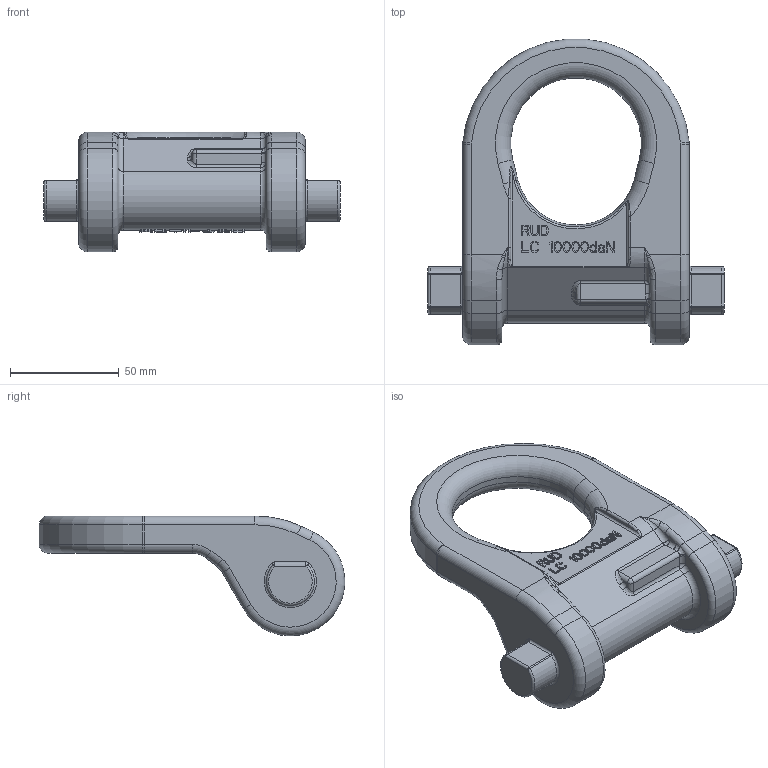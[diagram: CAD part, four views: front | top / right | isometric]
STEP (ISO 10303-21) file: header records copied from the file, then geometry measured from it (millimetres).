
FILE_DESCRIPTION((''),'2;1');
FILE_NAME('001-M35654-P-3','2019-04-04T',('Andreas.Wendler'),(''),'PRO/ENGINEER BY PARAMETRIC TECHNOLOGY CORPORATION, 2011490','PRO/ENGINEER BY PARAMETRIC TECHNOLOGY CORPORATION, 2011490','');
FILE_SCHEMA(('CONFIG_CONTROL_DESIGN'));
Length unit declared in the file: millimetre
Products named in the file (1): 001-M35654-P-3
Bounding box: 136 x 140.26 x 54.99 mm (x, y, z)
Volume: 264855.6 mm3; surface area: 37086.5 mm2
Topology: 1 solids, 1 shells, 772 faces, 2100 edges, 1362 vertices
Faces by surface type: plane 620, cylinder 74, torus 40, bspline 33, sphere 5
Entity records: 25748 total; most frequent: CARTESIAN_POINT 6679, ORIENTED_EDGE 4200, DIRECTION 3562, EDGE_CURVE 2100, VECTOR 1590, LINE 1590, VERTEX_POINT 1362, AXIS2_PLACEMENT_3D 986
